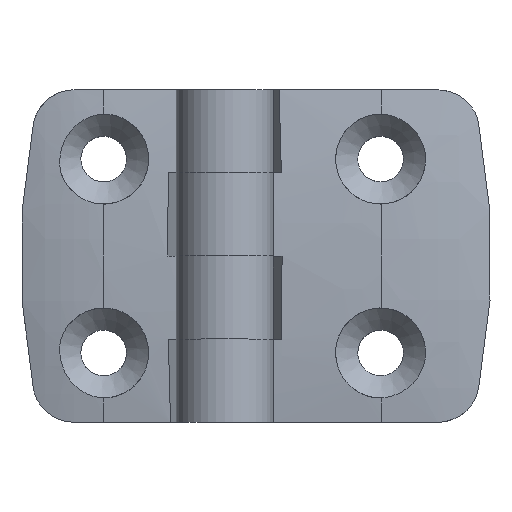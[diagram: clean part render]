
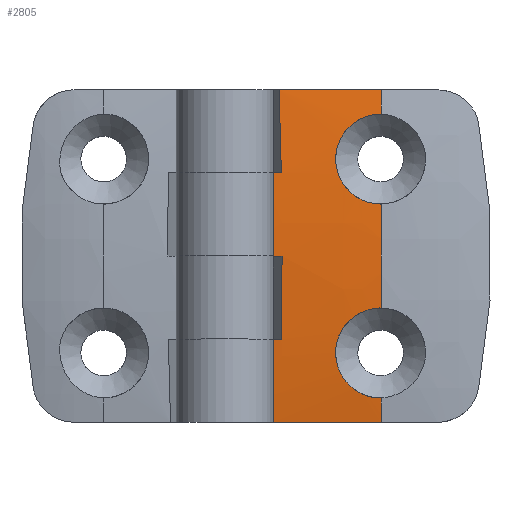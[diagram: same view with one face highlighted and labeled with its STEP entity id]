
A CAD part, top view. The second image highlights one B-rep face of the part: STEP entity #2805.
In plain terms, the highlighted toroidal (fillet/blend) face has major radius 179.24 mm and minor radius 372.194 mm.
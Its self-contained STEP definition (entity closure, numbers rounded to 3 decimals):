
#105=B_SPLINE_CURVE_WITH_KNOTS('',3,(#4740,#4741,#4742,#4743,#4744,#4745,
#4746,#4747),.UNSPECIFIED.,.F.,.F.,(4,1,1,1,1,4),(0.,0.003,
0.005,0.01,0.015,0.021),
 .UNSPECIFIED.);
#106=B_SPLINE_CURVE_WITH_KNOTS('',3,(#4751,#4752,#4753,#4754),
 .UNSPECIFIED.,.F.,.F.,(4,4),(0.031,0.045),
 .UNSPECIFIED.);
#107=B_SPLINE_CURVE_WITH_KNOTS('',3,(#4756,#4757,#4758,#4759),
 .UNSPECIFIED.,.F.,.F.,(4,4),(0.,0.012),
 .UNSPECIFIED.);
#108=B_SPLINE_CURVE_WITH_KNOTS('',3,(#4761,#4762,#4763,#4764),
 .UNSPECIFIED.,.F.,.F.,(4,4),(0.005,0.006),
 .UNSPECIFIED.);
#109=B_SPLINE_CURVE_WITH_KNOTS('',3,(#4770,#4771,#4772,#4773),
 .UNSPECIFIED.,.F.,.F.,(4,4),(0.,0.012),
 .UNSPECIFIED.);
#110=B_SPLINE_CURVE_WITH_KNOTS('',3,(#4775,#4776,#4777,#4778),
 .UNSPECIFIED.,.F.,.F.,(4,4),(0.005,0.006),
 .UNSPECIFIED.);
#111=B_SPLINE_CURVE_WITH_KNOTS('',3,(#4782,#4783,#4784,#4785),
 .UNSPECIFIED.,.F.,.F.,(4,4),(0.023,0.038),
 .UNSPECIFIED.);
#112=B_SPLINE_CURVE_WITH_KNOTS('',3,(#4789,#4790,#4791,#4792,#4793,#4794,
#4795,#4796,#4797,#4798),.UNSPECIFIED.,.F.,.F.,(4,1,1,1,1,1,1,4),(0.,
0.003,0.005,0.008,0.01,
0.013,0.015,0.021),.UNSPECIFIED.);
#125=DEGENERATE_TOROIDAL_SURFACE('',#3103,179.24,372.194,
 .F.);
#236=CIRCLE('',#3104,192.64);
#237=CIRCLE('',#3105,192.64);
#238=CIRCLE('',#3106,192.954);
#239=CIRCLE('',#3107,372.194);
#240=CIRCLE('',#3108,192.954);
#241=CIRCLE('',#3109,192.64);
#922=ORIENTED_EDGE('',*,*,#1413,.F.);
#923=ORIENTED_EDGE('',*,*,#1414,.T.);
#924=ORIENTED_EDGE('',*,*,#1415,.F.);
#925=ORIENTED_EDGE('',*,*,#1416,.F.);
#926=ORIENTED_EDGE('',*,*,#1417,.F.);
#927=ORIENTED_EDGE('',*,*,#1418,.F.);
#928=ORIENTED_EDGE('',*,*,#1419,.T.);
#929=ORIENTED_EDGE('',*,*,#1420,.T.);
#930=ORIENTED_EDGE('',*,*,#1421,.T.);
#931=ORIENTED_EDGE('',*,*,#1422,.F.);
#932=ORIENTED_EDGE('',*,*,#1423,.T.);
#933=ORIENTED_EDGE('',*,*,#1424,.F.);
#934=ORIENTED_EDGE('',*,*,#1425,.F.);
#935=ORIENTED_EDGE('',*,*,#1426,.T.);
#1413=EDGE_CURVE('',#1716,#1717,#236,.T.);
#1414=EDGE_CURVE('',#1716,#1718,#105,.T.);
#1415=EDGE_CURVE('',#1719,#1718,#237,.T.);
#1416=EDGE_CURVE('',#1720,#1719,#106,.T.);
#1417=EDGE_CURVE('',#1721,#1720,#107,.T.);
#1418=EDGE_CURVE('',#1722,#1721,#108,.T.);
#1419=EDGE_CURVE('',#1722,#1723,#238,.F.);
#1420=EDGE_CURVE('',#1723,#1724,#239,.F.);
#1421=EDGE_CURVE('',#1724,#1725,#109,.T.);
#1422=EDGE_CURVE('',#1726,#1725,#110,.T.);
#1423=EDGE_CURVE('',#1726,#1727,#240,.F.);
#1424=EDGE_CURVE('',#1728,#1727,#111,.T.);
#1425=EDGE_CURVE('',#1729,#1728,#241,.T.);
#1426=EDGE_CURVE('',#1729,#1717,#112,.T.);
#1716=VERTEX_POINT('',#4738);
#1717=VERTEX_POINT('',#4739);
#1718=VERTEX_POINT('',#4748);
#1719=VERTEX_POINT('',#4750);
#1720=VERTEX_POINT('',#4755);
#1721=VERTEX_POINT('',#4760);
#1722=VERTEX_POINT('',#4765);
#1723=VERTEX_POINT('',#4767);
#1724=VERTEX_POINT('',#4769);
#1725=VERTEX_POINT('',#4774);
#1726=VERTEX_POINT('',#4779);
#1727=VERTEX_POINT('',#4781);
#1728=VERTEX_POINT('',#4786);
#1729=VERTEX_POINT('',#4788);
#2375=EDGE_LOOP('',(#922,#923,#924,#925,#926,#927,#928,#929,#930,#931,#932,
#933,#934,#935));
#2551=FACE_BOUND('',#2375,.T.);
#2805=ADVANCED_FACE('',(#2551),#125,.F.);
#3103=AXIS2_PLACEMENT_3D('',#4736,#3827,#3828);
#3104=AXIS2_PLACEMENT_3D('',#4737,#3829,#3830);
#3105=AXIS2_PLACEMENT_3D('',#4749,#3831,#3832);
#3106=AXIS2_PLACEMENT_3D('',#4766,#3833,#3834);
#3107=AXIS2_PLACEMENT_3D('',#4768,#3835,#3836);
#3108=AXIS2_PLACEMENT_3D('',#4780,#3837,#3838);
#3109=AXIS2_PLACEMENT_3D('',#4787,#3839,#3840);
#3827=DIRECTION('',(1.,0.,0.));
#3828=DIRECTION('',(0.,0.,-1.));
#3829=DIRECTION('',(1.,0.,0.));
#3830=DIRECTION('',(0.,0.,-1.));
#3831=DIRECTION('',(1.,0.,0.));
#3832=DIRECTION('',(0.,0.,-1.));
#3833=DIRECTION('',(-1.,0.,0.));
#3834=DIRECTION('',(0.,-1.,0.));
#3835=DIRECTION('',(0.,0.,1.));
#3836=DIRECTION('',(1.,0.,0.));
#3837=DIRECTION('',(-1.,0.,0.));
#3838=DIRECTION('',(0.,-1.,0.));
#3839=DIRECTION('',(1.,0.,0.));
#3840=DIRECTION('',(0.,0.,-1.));
#4736=CARTESIAN_POINT('',(7.3,-194.004,0.));
#4737=CARTESIAN_POINT('',(22.577,-194.004,0.));
#4738=CARTESIAN_POINT('',(22.577,-1.51,-7.5));
#4739=CARTESIAN_POINT('',(22.577,-1.51,7.5));
#4740=CARTESIAN_POINT('',(22.577,-1.51,-7.5));
#4741=CARTESIAN_POINT('',(21.711,-1.474,-7.49));
#4742=CARTESIAN_POINT('',(20.001,-1.422,-7.816));
#4743=CARTESIAN_POINT('',(17.065,-1.414,-9.739));
#4744=CARTESIAN_POINT('',(15.285,-1.618,-14.008));
#4745=CARTESIAN_POINT('',(17.437,-2.12,-19.128));
#4746=CARTESIAN_POINT('',(20.845,-2.388,-20.52));
#4747=CARTESIAN_POINT('',(22.577,-2.457,-20.5));
#4748=CARTESIAN_POINT('',(22.577,-2.457,-20.5));
#4749=CARTESIAN_POINT('',(22.577,-194.004,0.));
#4750=CARTESIAN_POINT('',(22.577,-2.865,-24.));
#4751=CARTESIAN_POINT('',(7.839,-2.549,-24.));
#4752=CARTESIAN_POINT('',(12.752,-2.556,-24.));
#4753=CARTESIAN_POINT('',(17.665,-2.661,-24.));
#4754=CARTESIAN_POINT('',(22.577,-2.865,-24.));
#4755=CARTESIAN_POINT('',(7.839,-2.549,-24.));
#4756=CARTESIAN_POINT('',(8.161,-1.425,-12.));
#4757=CARTESIAN_POINT('',(8.089,-1.674,-16.013));
#4758=CARTESIAN_POINT('',(7.982,-2.049,-20.013));
#4759=CARTESIAN_POINT('',(7.839,-2.549,-24.));
#4760=CARTESIAN_POINT('',(8.161,-1.425,-12.));
#4761=CARTESIAN_POINT('',(7.,-1.424,-12.));
#4762=CARTESIAN_POINT('',(7.387,-1.423,-12.));
#4763=CARTESIAN_POINT('',(7.774,-1.424,-12.));
#4764=CARTESIAN_POINT('',(8.161,-1.425,-12.));
#4765=CARTESIAN_POINT('',(7.,-1.424,-12.));
#4766=CARTESIAN_POINT('',(7.,-194.004,0.));
#4767=CARTESIAN_POINT('',(7.,-1.05,0.));
#4768=CARTESIAN_POINT('',(7.3,-373.244,0.));
#4769=CARTESIAN_POINT('',(8.268,-1.051,0.));
#4770=CARTESIAN_POINT('',(8.268,-1.051,0.));
#4771=CARTESIAN_POINT('',(8.268,-1.051,4.004));
#4772=CARTESIAN_POINT('',(8.232,-1.176,8.004));
#4773=CARTESIAN_POINT('',(8.161,-1.425,12.));
#4774=CARTESIAN_POINT('',(8.161,-1.425,12.));
#4775=CARTESIAN_POINT('',(7.,-1.424,12.));
#4776=CARTESIAN_POINT('',(7.387,-1.423,12.));
#4777=CARTESIAN_POINT('',(7.774,-1.424,12.));
#4778=CARTESIAN_POINT('',(8.161,-1.425,12.));
#4779=CARTESIAN_POINT('',(7.,-1.424,12.));
#4780=CARTESIAN_POINT('',(7.,-194.004,0.));
#4781=CARTESIAN_POINT('',(7.,-2.549,24.));
#4782=CARTESIAN_POINT('',(22.577,-2.865,24.));
#4783=CARTESIAN_POINT('',(17.386,-2.65,24.));
#4784=CARTESIAN_POINT('',(12.194,-2.544,24.));
#4785=CARTESIAN_POINT('',(7.,-2.549,24.));
#4786=CARTESIAN_POINT('',(22.577,-2.865,24.));
#4787=CARTESIAN_POINT('',(22.577,-194.004,0.));
#4788=CARTESIAN_POINT('',(22.577,-2.457,20.5));
#4789=CARTESIAN_POINT('',(22.577,-2.457,20.5));
#4790=CARTESIAN_POINT('',(21.711,-2.423,20.51));
#4791=CARTESIAN_POINT('',(20.002,-2.323,20.185));
#4792=CARTESIAN_POINT('',(17.812,-2.108,18.747));
#4793=CARTESIAN_POINT('',(16.349,-1.869,16.582));
#4794=CARTESIAN_POINT('',(15.829,-1.652,14.019));
#4795=CARTESIAN_POINT('',(16.335,-1.494,11.448));
#4796=CARTESIAN_POINT('',(18.289,-1.39,8.53));
#4797=CARTESIAN_POINT('',(20.845,-1.438,7.48));
#4798=CARTESIAN_POINT('',(22.577,-1.51,7.5));
